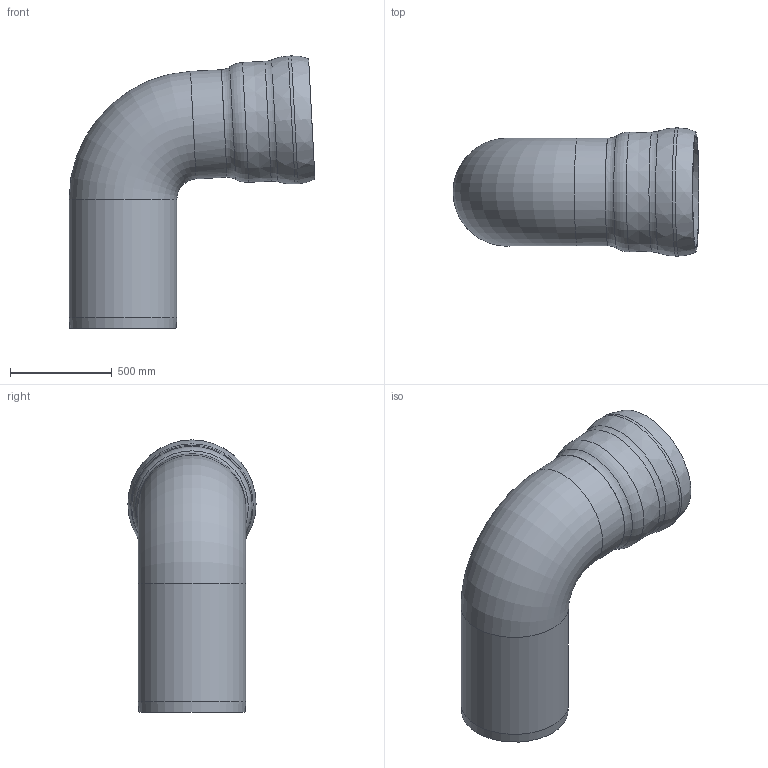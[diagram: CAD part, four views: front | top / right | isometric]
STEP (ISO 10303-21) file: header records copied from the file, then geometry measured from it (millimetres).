
FILE_DESCRIPTION(/* description */ (''),/* implementation_level */ '2;1');
FILE_NAME(/* name */ '5.350.050C_3D.stp',/* time_stamp */ '2024-12-11T11:53:19+01:00',/* author */ ('CAD'),/* organization */ (''),/* preprocessor_version */ 'ST-DEVELOPER v20',/* originating_system */ 'AutoCAD Mechanical',/* authorisation */ '');
FILE_SCHEMA (('AUTOMOTIVE_DESIGN { 1 0 10303 214 3 1 1 }'));
Length unit declared in the file: centimetre
Products named in the file (1): Product
Bounding box: 1209.22 x 630.01 x 1338.85 mm (x, y, z)
Volume: 44615687.9 mm3; surface area: 6032667.5 mm2
Topology: 1 solids, 1 shells, 26 faces, 69 edges, 42 vertices
Faces by surface type: torus 8, cone 8, bspline 4, cylinder 4, plane 2
Full cylindrical faces by diameter (mm): 500 x2, 530 x2
Entity records: 950 total; most frequent: CARTESIAN_POINT 246, DIRECTION 169, ORIENTED_EDGE 138, AXIS2_PLACEMENT_3D 79, EDGE_CURVE 69, CIRCLE 56, VERTEX_POINT 42, EDGE_LOOP 27
